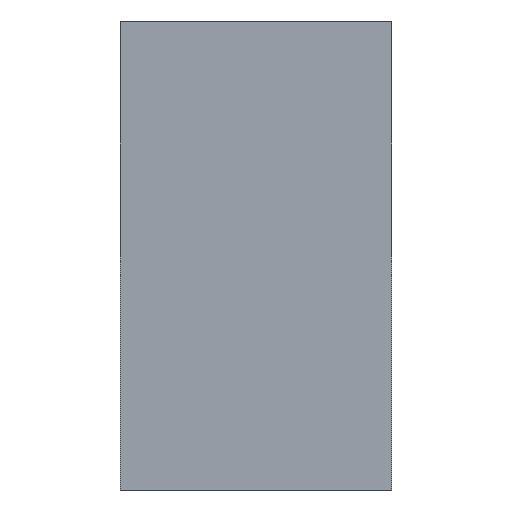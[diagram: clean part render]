
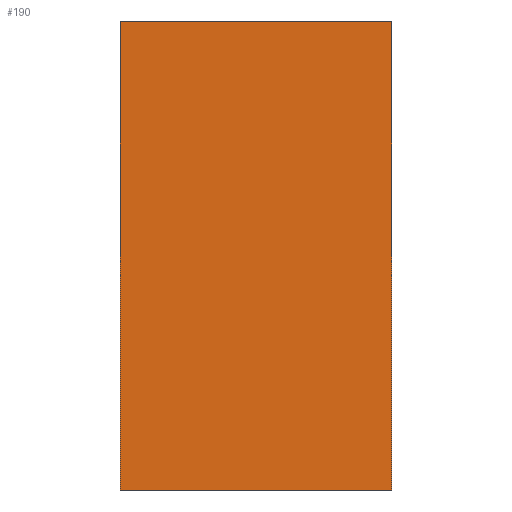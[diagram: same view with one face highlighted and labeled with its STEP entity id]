
A CAD part, left-side view. The second image highlights one B-rep face of the part: STEP entity #190.
In plain terms, the highlighted planar face has unit normal (-1, 0, 0).
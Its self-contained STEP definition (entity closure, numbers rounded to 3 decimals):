
#22=FACE_OUTER_BOUND('',#32,.T.);
#32=EDGE_LOOP('',(#147,#148,#149,#150));
#54=LINE('',#286,#78);
#55=LINE('',#289,#79);
#56=LINE('',#291,#80);
#57=LINE('',#292,#81);
#78=VECTOR('',#234,10.);
#79=VECTOR('',#237,10.);
#80=VECTOR('',#238,10.);
#81=VECTOR('',#239,10.);
#96=VERTEX_POINT('',#280);
#98=VERTEX_POINT('',#284);
#99=VERTEX_POINT('',#288);
#100=VERTEX_POINT('',#290);
#118=EDGE_CURVE('',#96,#98,#54,.T.);
#119=EDGE_CURVE('',#96,#99,#55,.T.);
#120=EDGE_CURVE('',#100,#98,#56,.T.);
#121=EDGE_CURVE('',#99,#100,#57,.T.);
#147=ORIENTED_EDGE('',*,*,#119,.F.);
#148=ORIENTED_EDGE('',*,*,#118,.T.);
#149=ORIENTED_EDGE('',*,*,#120,.F.);
#150=ORIENTED_EDGE('',*,*,#121,.F.);
#180=PLANE('',#202);
#190=ADVANCED_FACE('',(#22),#180,.T.);
#202=AXIS2_PLACEMENT_3D('',#287,#235,#236);
#234=DIRECTION('',(0.,-1.,0.));
#235=DIRECTION('center_axis',(-1.,0.,0.));
#236=DIRECTION('ref_axis',(0.,0.,-1.));
#237=DIRECTION('',(0.,0.,1.));
#238=DIRECTION('',(0.,0.,-1.));
#239=DIRECTION('',(0.,-1.,0.));
#280=CARTESIAN_POINT('',(-15.,40.,-13.));
#284=CARTESIAN_POINT('',(-15.,0.,-13.));
#286=CARTESIAN_POINT('',(-15.,40.,-13.));
#287=CARTESIAN_POINT('Origin',(-15.,40.,56.));
#288=CARTESIAN_POINT('',(-15.,40.,56.));
#289=CARTESIAN_POINT('',(-15.,40.,-13.));
#290=CARTESIAN_POINT('',(-15.,0.,56.));
#291=CARTESIAN_POINT('',(-15.,0.,-13.));
#292=CARTESIAN_POINT('',(-15.,40.,56.));
